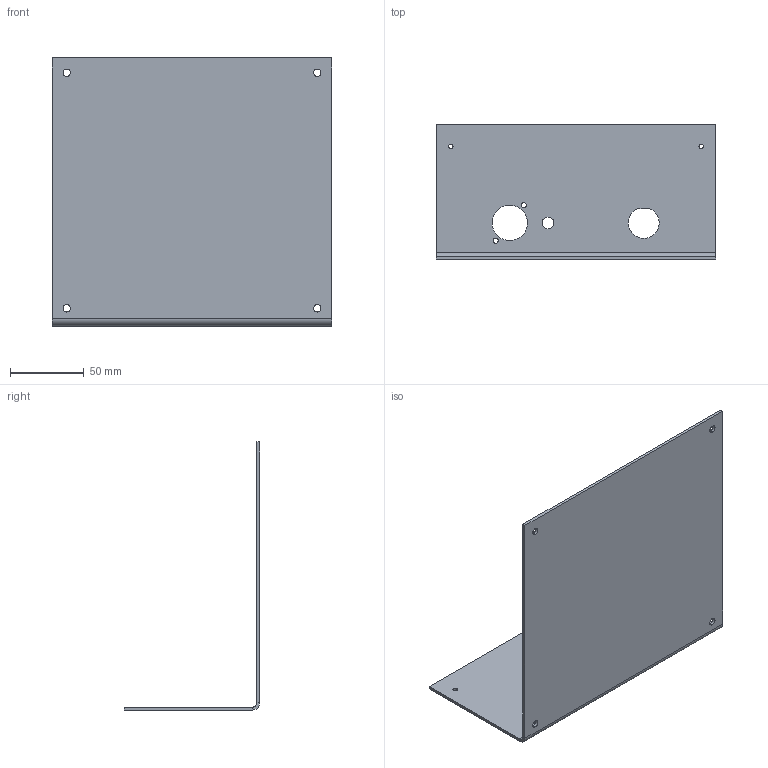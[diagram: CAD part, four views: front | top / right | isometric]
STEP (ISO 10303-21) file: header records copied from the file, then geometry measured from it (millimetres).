
FILE_DESCRIPTION (( 'STEP AP203' ), '1' );
FILE_NAME ('1.1.3 bottom_back.STEP', '2018-10-18T17:18:24', ( '' ), ( '' ), 'SwSTEP 2.0', 'SolidWorks 2017', '' );
FILE_SCHEMA (( 'CONFIG_CONTROL_DESIGN' ));
Length unit declared in the file: millimetre
Products named in the file (1): 1.1.3 bottom_back
Bounding box: 190 x 92 x 182 mm (x, y, z)
Volume: 100794.4 mm3; surface area: 103175.4 mm2
Topology: 1 solids, 1 shells, 38 faces, 100 edges, 64 vertices
Faces by surface type: cylinder 25, plane 13
Entity records: 1311 total; most frequent: DIRECTION 228, CARTESIAN_POINT 203, ORIENTED_EDGE 200, EDGE_CURVE 100, AXIS2_PLACEMENT_3D 89, VERTEX_POINT 64, EDGE_LOOP 60, CIRCLE 50
